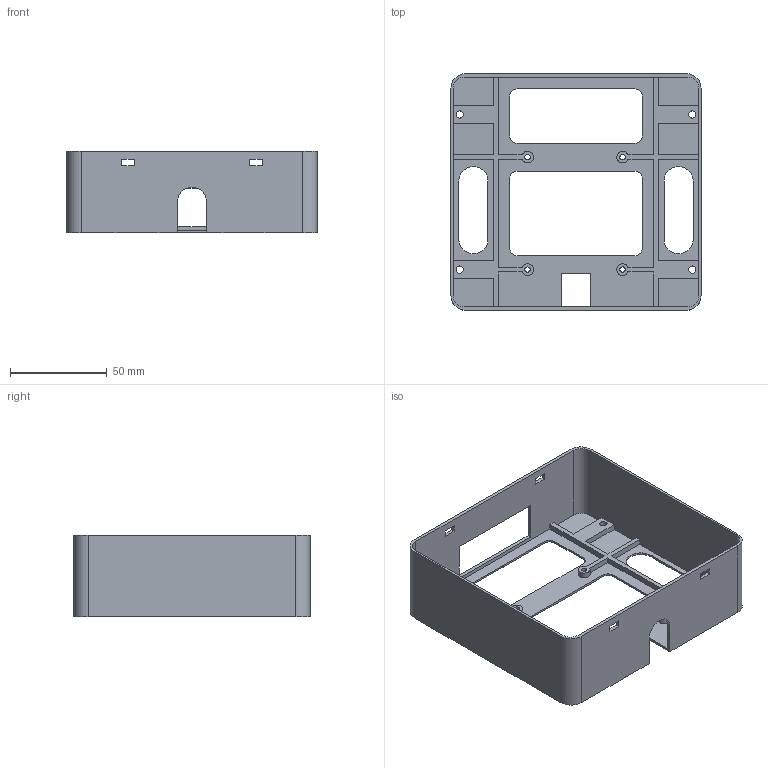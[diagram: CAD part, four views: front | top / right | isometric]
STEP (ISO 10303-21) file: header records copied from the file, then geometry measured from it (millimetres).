
FILE_DESCRIPTION(('FreeCAD Model'),'2;1');
FILE_NAME('Open CASCADE Shape Model','2025-08-12T21:55:50',('FreeCAD'),( 'FreeCAD'),'Open CASCADE STEP processor 7.8','FreeCAD','Unknown');
FILE_SCHEMA(('AUTOMOTIVE_DESIGN { 1 0 10303 214 1 1 1 1 }'));
Length unit declared in the file: millimetre
Products named in the file (1): Open CASCADE STEP translator 7.8 15
Bounding box: 129 x 122 x 42 mm (x, y, z)
Volume: 41225.2 mm3; surface area: 59717.5 mm2
Topology: 1 solids, 1 shells, 163 faces, 526 edges, 352 vertices
Faces by surface type: plane 130, cylinder 33
Full cylindrical faces by diameter (mm): 2.8 x4, 3.75 x4
Entity records: 5844 total; most frequent: ORIENTED_EDGE 1052, CARTESIAN_POINT 1042, DIRECTION 944, EDGE_CURVE 526, LINE 436, VECTOR 436, VERTEX_POINT 352, AXIS2_PLACEMENT_3D 254
